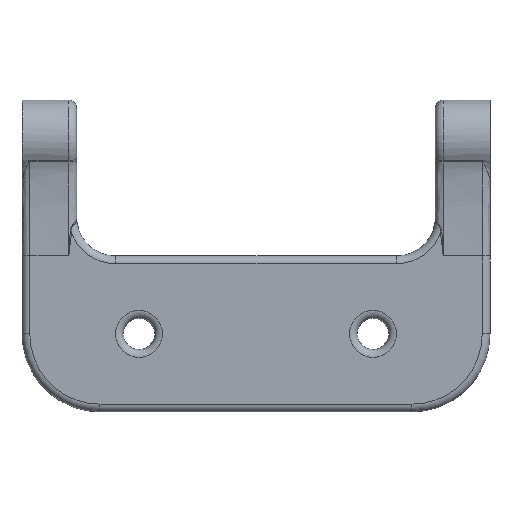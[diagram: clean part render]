
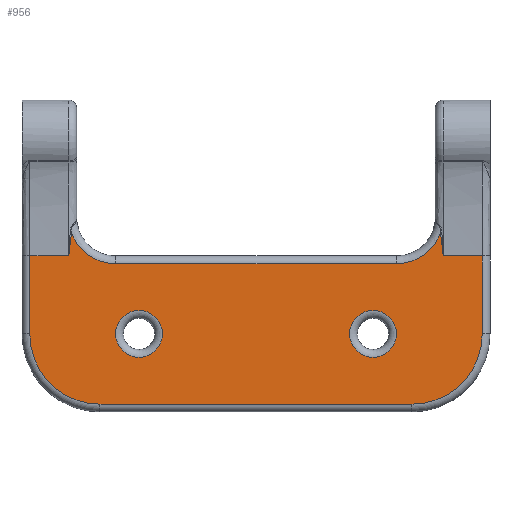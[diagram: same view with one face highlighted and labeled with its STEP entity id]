
A CAD part, top view. The second image highlights one B-rep face of the part: STEP entity #956.
In plain terms, the highlighted planar face has unit normal (0, 0, 1).
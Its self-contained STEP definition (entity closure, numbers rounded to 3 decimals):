
#58=FACE_BOUND('',#247,.T.);
#59=FACE_BOUND('',#248,.T.);
#75=LINE('',#2154,#110);
#82=LINE('',#2212,#117);
#83=LINE('',#2215,#118);
#84=LINE('',#2219,#119);
#85=LINE('',#2223,#120);
#86=LINE('',#2224,#121);
#110=VECTOR('',#1240,10.);
#117=VECTOR('',#1303,10.);
#118=VECTOR('',#1306,10.);
#119=VECTOR('',#1309,10.);
#120=VECTOR('',#1312,10.);
#121=VECTOR('',#1313,10.);
#135=PLANE('',#1073);
#179=FACE_OUTER_BOUND('',#246,.T.);
#246=EDGE_LOOP('',(#807,#808,#809,#810,#811,#812,#813,#814,#815,#816,#817,
#818));
#247=EDGE_LOOP('',(#819));
#248=EDGE_LOOP('',(#820));
#272=B_SPLINE_CURVE_WITH_KNOTS('',3,(#1507,#1508,#1509,#1510,#1511,#1512),
 .UNSPECIFIED.,.F.,.F.,(4,2,4),(-0.302,-0.297,0.),
 .UNSPECIFIED.);
#278=B_SPLINE_CURVE_WITH_KNOTS('',3,(#1620,#1621,#1622,#1623,#1624,#1625),
 .UNSPECIFIED.,.F.,.F.,(4,2,4),(-0.297,0.,0.005),
 .UNSPECIFIED.);
#357=CIRCLE('',#1070,3.);
#360=CIRCLE('',#1074,6.);
#361=CIRCLE('',#1075,6.);
#362=CIRCLE('',#1076,9.);
#363=CIRCLE('',#1077,9.);
#364=CIRCLE('',#1078,3.);
#382=VERTEX_POINT('',#1462);
#383=VERTEX_POINT('',#1506);
#392=VERTEX_POINT('',#1611);
#393=VERTEX_POINT('',#1613);
#435=VERTEX_POINT('',#2139);
#449=VERTEX_POINT('',#2203);
#451=VERTEX_POINT('',#2209);
#452=VERTEX_POINT('',#2211);
#453=VERTEX_POINT('',#2214);
#454=VERTEX_POINT('',#2216);
#455=VERTEX_POINT('',#2218);
#456=VERTEX_POINT('',#2220);
#457=VERTEX_POINT('',#2222);
#458=VERTEX_POINT('',#2225);
#470=EDGE_CURVE('',#383,#382,#272,.T.);
#483=EDGE_CURVE('',#392,#393,#278,.T.);
#552=EDGE_CURVE('',#435,#393,#75,.T.);
#574=EDGE_CURVE('',#449,#449,#357,.T.);
#577=EDGE_CURVE('',#382,#451,#360,.T.);
#578=EDGE_CURVE('',#451,#452,#82,.T.);
#579=EDGE_CURVE('',#452,#392,#361,.T.);
#580=EDGE_CURVE('',#435,#453,#83,.T.);
#581=EDGE_CURVE('',#453,#454,#362,.T.);
#582=EDGE_CURVE('',#454,#455,#84,.T.);
#583=EDGE_CURVE('',#455,#456,#363,.T.);
#584=EDGE_CURVE('',#456,#457,#85,.T.);
#585=EDGE_CURVE('',#383,#457,#86,.T.);
#586=EDGE_CURVE('',#458,#458,#364,.T.);
#807=ORIENTED_EDGE('',*,*,#470,.T.);
#808=ORIENTED_EDGE('',*,*,#577,.T.);
#809=ORIENTED_EDGE('',*,*,#578,.T.);
#810=ORIENTED_EDGE('',*,*,#579,.T.);
#811=ORIENTED_EDGE('',*,*,#483,.T.);
#812=ORIENTED_EDGE('',*,*,#552,.F.);
#813=ORIENTED_EDGE('',*,*,#580,.T.);
#814=ORIENTED_EDGE('',*,*,#581,.T.);
#815=ORIENTED_EDGE('',*,*,#582,.T.);
#816=ORIENTED_EDGE('',*,*,#583,.T.);
#817=ORIENTED_EDGE('',*,*,#584,.T.);
#818=ORIENTED_EDGE('',*,*,#585,.F.);
#819=ORIENTED_EDGE('',*,*,#586,.T.);
#820=ORIENTED_EDGE('',*,*,#574,.T.);
#956=ADVANCED_FACE('',(#179,#58,#59),#135,.F.);
#1070=AXIS2_PLACEMENT_3D('',#2204,#1293,#1294);
#1073=AXIS2_PLACEMENT_3D('',#2208,#1299,#1300);
#1074=AXIS2_PLACEMENT_3D('',#2210,#1301,#1302);
#1075=AXIS2_PLACEMENT_3D('',#2213,#1304,#1305);
#1076=AXIS2_PLACEMENT_3D('',#2217,#1307,#1308);
#1077=AXIS2_PLACEMENT_3D('',#2221,#1310,#1311);
#1078=AXIS2_PLACEMENT_3D('',#2226,#1314,#1315);
#1240=DIRECTION('',(1.,0.,0.));
#1293=DIRECTION('center_axis',(0.,0.,-1.));
#1294=DIRECTION('ref_axis',(1.,0.,0.));
#1299=DIRECTION('center_axis',(0.,0.,-1.));
#1300=DIRECTION('ref_axis',(1.,0.,0.));
#1301=DIRECTION('center_axis',(0.,0.,-1.));
#1302=DIRECTION('ref_axis',(0.707,-0.707,0.));
#1303=DIRECTION('',(-1.,0.,0.));
#1304=DIRECTION('center_axis',(0.,0.,-1.));
#1305=DIRECTION('ref_axis',(-0.707,-0.707,0.));
#1306=DIRECTION('',(0.,-1.,0.));
#1307=DIRECTION('center_axis',(0.,0.,1.));
#1308=DIRECTION('ref_axis',(-0.707,-0.707,0.));
#1309=DIRECTION('',(1.,0.,0.));
#1310=DIRECTION('center_axis',(0.,0.,1.));
#1311=DIRECTION('ref_axis',(0.707,-0.707,0.));
#1312=DIRECTION('',(0.,1.,0.));
#1313=DIRECTION('',(1.,0.,0.));
#1314=DIRECTION('center_axis',(0.,0.,-1.));
#1315=DIRECTION('ref_axis',(1.,0.,0.));
#1462=CARTESIAN_POINT('',(338.658,-66.997,313.898));
#1506=CARTESIAN_POINT('',(339.,-70.,313.898));
#1507=CARTESIAN_POINT('Ctrl Pts',(339.,-70.,313.898));
#1508=CARTESIAN_POINT('Ctrl Pts',(338.998,-69.982,313.898));
#1509=CARTESIAN_POINT('Ctrl Pts',(338.996,-69.965,313.898));
#1510=CARTESIAN_POINT('Ctrl Pts',(338.889,-68.963,313.898));
#1511=CARTESIAN_POINT('Ctrl Pts',(338.777,-67.979,313.898));
#1512=CARTESIAN_POINT('Ctrl Pts',(338.658,-66.997,313.898));
#1611=CARTESIAN_POINT('',(291.342,-66.997,313.898));
#1613=CARTESIAN_POINT('',(291.,-70.,313.898));
#1620=CARTESIAN_POINT('Ctrl Pts',(291.342,-66.997,313.898));
#1621=CARTESIAN_POINT('Ctrl Pts',(291.223,-67.979,313.898));
#1622=CARTESIAN_POINT('Ctrl Pts',(291.111,-68.963,313.898));
#1623=CARTESIAN_POINT('Ctrl Pts',(291.004,-69.965,313.898));
#1624=CARTESIAN_POINT('Ctrl Pts',(291.002,-69.982,313.898));
#1625=CARTESIAN_POINT('Ctrl Pts',(291.,-70.,313.898));
#2139=CARTESIAN_POINT('',(286.,-70.,313.898));
#2154=CARTESIAN_POINT('',(345.,-70.,313.898));
#2203=CARTESIAN_POINT('',(297.,-80.,313.898));
#2204=CARTESIAN_POINT('Origin',(300.,-80.,313.898));
#2208=CARTESIAN_POINT('Origin',(315.,-80.,313.898));
#2209=CARTESIAN_POINT('',(333.,-71.,313.898));
#2210=CARTESIAN_POINT('Origin',(333.,-65.,313.898));
#2211=CARTESIAN_POINT('',(297.,-71.,313.898));
#2212=CARTESIAN_POINT('',(326.5,-71.,313.898));
#2213=CARTESIAN_POINT('Origin',(297.,-65.,313.898));
#2214=CARTESIAN_POINT('',(286.,-80.003,313.898));
#2215=CARTESIAN_POINT('',(286.,-82.5,313.898));
#2216=CARTESIAN_POINT('',(295.,-89.,313.898));
#2217=CARTESIAN_POINT('Origin',(295.,-80.,313.898));
#2218=CARTESIAN_POINT('',(335.,-89.,313.898));
#2219=CARTESIAN_POINT('',(330.,-89.,313.898));
#2220=CARTESIAN_POINT('',(344.,-80.,313.898));
#2221=CARTESIAN_POINT('Origin',(335.,-80.,313.898));
#2222=CARTESIAN_POINT('',(344.,-70.,313.898));
#2223=CARTESIAN_POINT('',(344.,-75.,313.898));
#2224=CARTESIAN_POINT('',(345.,-70.,313.898));
#2225=CARTESIAN_POINT('',(327.,-80.,313.898));
#2226=CARTESIAN_POINT('Origin',(330.,-80.,313.898));
